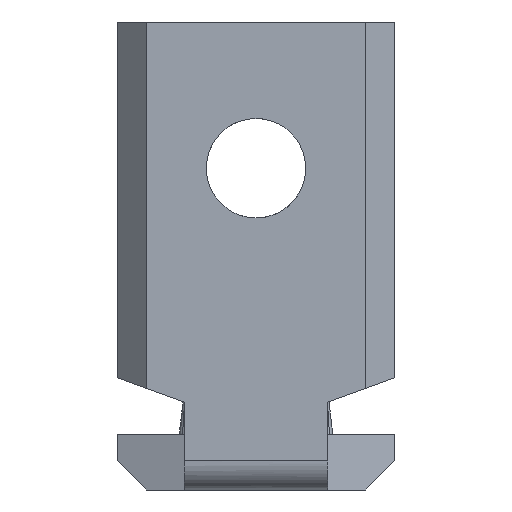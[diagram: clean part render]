
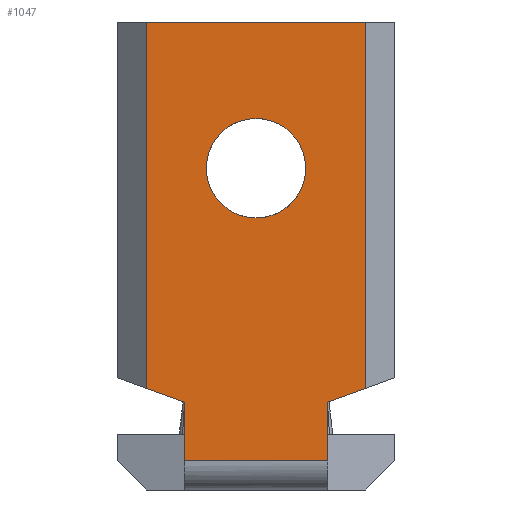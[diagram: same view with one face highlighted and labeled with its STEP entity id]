
A CAD part, front view. The second image highlights one B-rep face of the part: STEP entity #1047.
In plain terms, the highlighted planar face has unit normal (0, -1, 0).
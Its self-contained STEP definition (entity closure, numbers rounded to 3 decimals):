
#2 = CARTESIAN_POINT ( 'NONE',  ( -4.9, 0., 6. ) ) ;
#17 = CARTESIAN_POINT ( 'NONE',  ( 7.5, 0., 6.946 ) ) ;
#20 = DIRECTION ( 'NONE',  ( -1., 0., 0. ) ) ;
#29 = VECTOR ( 'NONE', #278, 1000. ) ;
#55 = CARTESIAN_POINT ( 'NONE',  ( 0.89, 0., 25.312 ) ) ;
#79 = VECTOR ( 'NONE', #1223, 1000. ) ;
#81 = CARTESIAN_POINT ( 'NONE',  ( 1.712, 0., 19.029 ) ) ;
#90 = ORIENTED_EDGE ( 'NONE', *, *, #2252, .T. ) ;
#136 = CARTESIAN_POINT ( 'NONE',  ( -3.312, 0., 21.11 ) ) ;
#137 = VECTOR ( 'NONE', #20, 1000. ) ;
#156 = EDGE_LOOP ( 'NONE', ( #90, #409, #1442, #300, #911, #1354, #2335, #1718 ) ) ;
#195 = LINE ( 'NONE', #17, #664 ) ;
#197 = LINE ( 'NONE', #1591, #79 ) ;
#251 = CARTESIAN_POINT ( 'NONE',  ( 3.4, 0., 21.555 ) ) ;
#260 = CARTESIAN_POINT ( 'NONE',  ( 2.719, 0., 24.089 ) ) ;
#278 = DIRECTION ( 'NONE',  ( 0., 0., 1. ) ) ;
#290 = CARTESIAN_POINT ( 'NONE',  ( -2.719, 0., 24.089 ) ) ;
#300 = ORIENTED_EDGE ( 'NONE', *, *, #1880, .T. ) ;
#319 = EDGE_CURVE ( 'NONE', #2397, #1009, #1619, .T. ) ;
#351 = EDGE_CURVE ( 'NONE', #1123, #618, #389, .T. ) ;
#352 = ORIENTED_EDGE ( 'NONE', *, *, #1210, .F. ) ;
#389 = B_SPLINE_CURVE_WITH_KNOTS ( 'NONE', 3,
 ( #615, #1372, #1202, #81, #1920, #2312, #1382, #1184, #251, #1726, #2100, #1196, #260, #1928, #991, #55, #607, #2093 ),
 .UNSPECIFIED., .F., .F.,
 ( 4, 2, 2, 2, 2, 2, 2, 2, 4 ),
 ( 0.5, 0.563, 0.625, 0.688, 0.75, 0.813, 0.875, 0.938, 1. ),
 .UNSPECIFIED. ) ;
#404 = LINE ( 'NONE', #2365, #1804 ) ;
#409 = ORIENTED_EDGE ( 'NONE', *, *, #634, .F. ) ;
#422 = CARTESIAN_POINT ( 'NONE',  ( 4.9, 0., 32. ) ) ;
#437 = CARTESIAN_POINT ( 'NONE',  ( 0., 0., 18.6 ) ) ;
#445 = CARTESIAN_POINT ( 'NONE',  ( -4.9, 0., 2. ) ) ;
#475 = CARTESIAN_POINT ( 'NONE',  ( -2.971, 0., 23.712 ) ) ;
#482 = CARTESIAN_POINT ( 'NONE',  ( -0.445, 0., 25.4 ) ) ;
#491 = CARTESIAN_POINT ( 'NONE',  ( -2.971, 0., 20.288 ) ) ;
#518 = CARTESIAN_POINT ( 'NONE',  ( -7.5, 0., 6.946 ) ) ;
#520 = DIRECTION ( 'NONE',  ( 0., 0., 1. ) ) ;
#607 = CARTESIAN_POINT ( 'NONE',  ( 0.445, 0., 25.4 ) ) ;
#615 = CARTESIAN_POINT ( 'NONE',  ( 0., 0., 18.6 ) ) ;
#618 = VERTEX_POINT ( 'NONE', #1081 ) ;
#630 = FACE_OUTER_BOUND ( 'NONE', #156, .T. ) ;
#634 = EDGE_CURVE ( 'NONE', #1009, #837, #1369, .T. ) ;
#664 = VECTOR ( 'NONE', #1291, 1000. ) ;
#665 = CARTESIAN_POINT ( 'NONE',  ( -2.089, 0., 19.281 ) ) ;
#688 = CARTESIAN_POINT ( 'NONE',  ( -2.089, 0., 24.719 ) ) ;
#700 = CARTESIAN_POINT ( 'NONE',  ( -4.9, 0., 9.8 ) ) ;
#737 = VECTOR ( 'NONE', #2226, 1000. ) ;
#820 = VECTOR ( 'NONE', #520, 1000. ) ;
#837 = VERTEX_POINT ( 'NONE', #2 ) ;
#882 = CARTESIAN_POINT ( 'NONE',  ( -3.4, 0., 21.555 ) ) ;
#911 = ORIENTED_EDGE ( 'NONE', *, *, #1754, .F. ) ;
#914 = FACE_BOUND ( 'NONE', #2133, .T. ) ;
#923 = LINE ( 'NONE', #2212, #737 ) ;
#938 = CARTESIAN_POINT ( 'NONE',  ( 7.5, 0., 32. ) ) ;
#982 = CARTESIAN_POINT ( 'NONE',  ( 4.9, 0., 2. ) ) ;
#991 = CARTESIAN_POINT ( 'NONE',  ( 1.712, 0., 24.971 ) ) ;
#1009 = VERTEX_POINT ( 'NONE', #445 ) ;
#1023 = PLANE ( 'NONE',  #2366 ) ;
#1028 = VECTOR ( 'NONE', #2391, 1000. ) ;
#1047 = ADVANCED_FACE ( 'NONE', ( #914, #630 ), #1023, .F. ) ;
#1081 = CARTESIAN_POINT ( 'NONE',  ( 0., 0., 25.4 ) ) ;
#1100 = CARTESIAN_POINT ( 'NONE',  ( 7.5, 0., 32. ) ) ;
#1123 = VERTEX_POINT ( 'NONE', #437 ) ;
#1145 = CARTESIAN_POINT ( 'NONE',  ( 4.9, 0., 2. ) ) ;
#1154 = EDGE_CURVE ( 'NONE', #1642, #1873, #197, .T. ) ;
#1184 = CARTESIAN_POINT ( 'NONE',  ( 3.312, 0., 21.11 ) ) ;
#1196 = CARTESIAN_POINT ( 'NONE',  ( 2.971, 0., 23.712 ) ) ;
#1200 = ORIENTED_EDGE ( 'NONE', *, *, #351, .F. ) ;
#1202 = CARTESIAN_POINT ( 'NONE',  ( 0.89, 0., 18.688 ) ) ;
#1207 = DIRECTION ( 'NONE',  ( 0., 1., 0. ) ) ;
#1210 = EDGE_CURVE ( 'NONE', #618, #1123, #2120, .T. ) ;
#1223 = DIRECTION ( 'NONE',  ( -1., 0., 0. ) ) ;
#1231 = CARTESIAN_POINT ( 'NONE',  ( -3.4, 0., 22.445 ) ) ;
#1265 = VERTEX_POINT ( 'NONE', #1654 ) ;
#1291 = DIRECTION ( 'NONE',  ( -0.94, 0., -0.342 ) ) ;
#1354 = ORIENTED_EDGE ( 'NONE', *, *, #2254, .F. ) ;
#1369 = LINE ( 'NONE', #700, #820 ) ;
#1372 = CARTESIAN_POINT ( 'NONE',  ( 0.445, 0., 18.6 ) ) ;
#1382 = CARTESIAN_POINT ( 'NONE',  ( 2.971, 0., 20.288 ) ) ;
#1397 = CARTESIAN_POINT ( 'NONE',  ( -7.5, 0., 32. ) ) ;
#1442 = ORIENTED_EDGE ( 'NONE', *, *, #319, .F. ) ;
#1453 = DIRECTION ( 'NONE',  ( 0., 0., 1. ) ) ;
#1591 = CARTESIAN_POINT ( 'NONE',  ( 4.9, 0., 32. ) ) ;
#1619 = LINE ( 'NONE', #1145, #137 ) ;
#1642 = VERTEX_POINT ( 'NONE', #1100 ) ;
#1654 = CARTESIAN_POINT ( 'NONE',  ( 7.5, 0., 6.946 ) ) ;
#1718 = ORIENTED_EDGE ( 'NONE', *, *, #1978, .F. ) ;
#1726 = CARTESIAN_POINT ( 'NONE',  ( 3.4, 0., 22.445 ) ) ;
#1739 = CARTESIAN_POINT ( 'NONE',  ( 4.9, 0., 9.8 ) ) ;
#1746 = LINE ( 'NONE', #1739, #29 ) ;
#1754 = EDGE_CURVE ( 'NONE', #1265, #2191, #195, .T. ) ;
#1778 = CARTESIAN_POINT ( 'NONE',  ( -0.445, 0., 18.6 ) ) ;
#1787 = CARTESIAN_POINT ( 'NONE',  ( -0.89, 0., 18.688 ) ) ;
#1794 = CARTESIAN_POINT ( 'NONE',  ( -1.712, 0., 19.029 ) ) ;
#1801 = CARTESIAN_POINT ( 'NONE',  ( 0., 0., 25.4 ) ) ;
#1804 = VECTOR ( 'NONE', #1453, 1000. ) ;
#1873 = VERTEX_POINT ( 'NONE', #1397 ) ;
#1880 = EDGE_CURVE ( 'NONE', #2397, #2191, #1746, .T. ) ;
#1920 = CARTESIAN_POINT ( 'NONE',  ( 2.089, 0., 19.281 ) ) ;
#1928 = CARTESIAN_POINT ( 'NONE',  ( 2.089, 0., 24.719 ) ) ;
#1967 = CARTESIAN_POINT ( 'NONE',  ( 0., 0., 18.6 ) ) ;
#1978 = EDGE_CURVE ( 'NONE', #2200, #1873, #404, .T. ) ;
#2093 = CARTESIAN_POINT ( 'NONE',  ( 0., 0., 25.4 ) ) ;
#2100 = CARTESIAN_POINT ( 'NONE',  ( 3.312, 0., 22.89 ) ) ;
#2120 = B_SPLINE_CURVE_WITH_KNOTS ( 'NONE', 3,
 ( #1801, #482, #2367, #2332, #688, #290, #475, #2185, #1231, #882, #136, #491, #2347, #665, #1794, #1787, #1778, #1967 ),
 .UNSPECIFIED., .F., .F.,
 ( 4, 2, 2, 2, 2, 2, 2, 2, 4 ),
 ( 0., 0.063, 0.125, 0.188, 0.25, 0.313, 0.375, 0.438, 0.5 ),
 .UNSPECIFIED. ) ;
#2133 = EDGE_LOOP ( 'NONE', ( #352, #1200 ) ) ;
#2142 = DIRECTION ( 'NONE',  ( 0., 0., 1. ) ) ;
#2185 = CARTESIAN_POINT ( 'NONE',  ( -3.312, 0., 22.89 ) ) ;
#2191 = VERTEX_POINT ( 'NONE', #2401 ) ;
#2192 = LINE ( 'NONE', #938, #1028 ) ;
#2200 = VERTEX_POINT ( 'NONE', #518 ) ;
#2212 = CARTESIAN_POINT ( 'NONE',  ( -9.5, 0., 7.674 ) ) ;
#2226 = DIRECTION ( 'NONE',  ( 0.94, 0., -0.342 ) ) ;
#2252 = EDGE_CURVE ( 'NONE', #2200, #837, #923, .T. ) ;
#2254 = EDGE_CURVE ( 'NONE', #1642, #1265, #2192, .T. ) ;
#2312 = CARTESIAN_POINT ( 'NONE',  ( 2.719, 0., 19.911 ) ) ;
#2332 = CARTESIAN_POINT ( 'NONE',  ( -1.712, 0., 24.971 ) ) ;
#2335 = ORIENTED_EDGE ( 'NONE', *, *, #1154, .T. ) ;
#2347 = CARTESIAN_POINT ( 'NONE',  ( -2.719, 0., 19.911 ) ) ;
#2365 = CARTESIAN_POINT ( 'NONE',  ( -7.5, 0., 32. ) ) ;
#2366 = AXIS2_PLACEMENT_3D ( 'NONE', #422, #1207, #2142 ) ;
#2367 = CARTESIAN_POINT ( 'NONE',  ( -0.89, 0., 25.312 ) ) ;
#2391 = DIRECTION ( 'NONE',  ( 0., 0., -1. ) ) ;
#2397 = VERTEX_POINT ( 'NONE', #982 ) ;
#2401 = CARTESIAN_POINT ( 'NONE',  ( 4.9, 0., 6. ) ) ;
